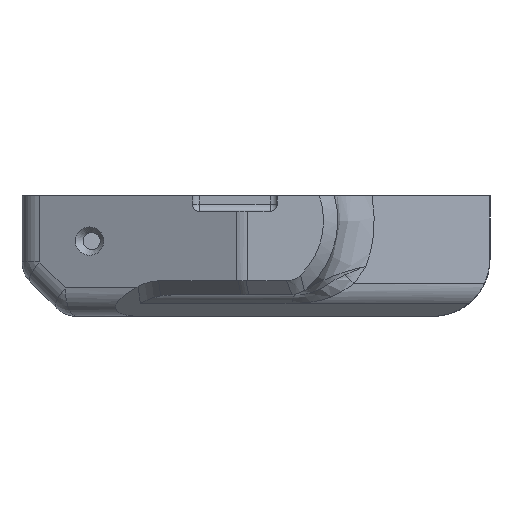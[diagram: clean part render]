
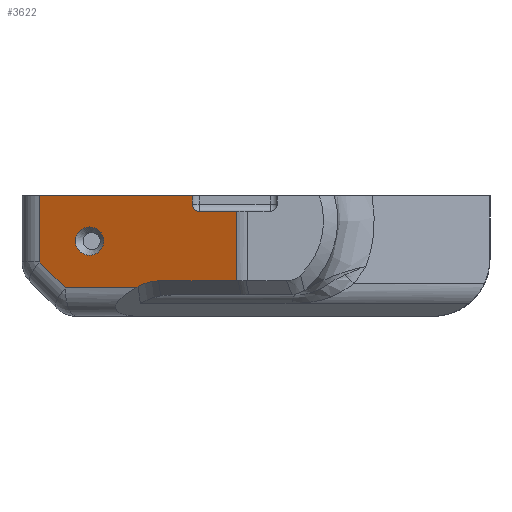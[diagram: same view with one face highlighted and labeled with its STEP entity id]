
A CAD part, front view. The second image highlights one B-rep face of the part: STEP entity #3622.
In plain terms, the highlighted planar face has unit normal (-0.387, -0.922, 0).
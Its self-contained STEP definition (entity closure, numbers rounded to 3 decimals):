
#622=CARTESIAN_POINT('',(-1.547,-4.029,0.));
#623=VERTEX_POINT('',#622);
#631=CARTESIAN_POINT('',(20.,-13.065,-0.));
#632=VERTEX_POINT('',#631);
#633=CARTESIAN_POINT('',(-1.547,-4.029,-0.));
#634=DIRECTION('',(0.922,-0.387,0.));
#635=VECTOR('',#634,23.365);
#636=LINE('',#633,#635);
#637=EDGE_CURVE('',#623,#632,#636,.T.);
#3494=CARTESIAN_POINT('',(11.5,-9.5,7.));
#3495=DIRECTION('',(-0.387,-0.922,0.));
#3496=DIRECTION('',(0.922,-0.387,0.));
#3497=AXIS2_PLACEMENT_3D('',#3494,#3495,#3496);
#3498=PLANE('',#3497);
#3499=CARTESIAN_POINT('',(20.,-13.065,-1.2));
#3500=VERTEX_POINT('',#3499);
#3501=CARTESIAN_POINT('',(20.,-13.065,-0.));
#3502=DIRECTION('',(-0.,-0.,-1.));
#3503=VECTOR('',#3502,1.2);
#3504=LINE('',#3501,#3503);
#3505=EDGE_CURVE('',#632,#3500,#3504,.T.);
#3506=ORIENTED_EDGE('',*,*,#3505,.F.);
#3507=ORIENTED_EDGE('',*,*,#637,.F.);
#3508=CARTESIAN_POINT('',(-1.547,-4.029,-9.343));
#3509=VERTEX_POINT('',#3508);
#3510=CARTESIAN_POINT('',(-1.547,-4.029,0.));
#3511=DIRECTION('',(0.,0.,-1.));
#3512=VECTOR('',#3511,9.343);
#3513=LINE('',#3510,#3512);
#3514=EDGE_CURVE('',#623,#3509,#3513,.T.);
#3515=ORIENTED_EDGE('',*,*,#3514,.T.);
#3516=CARTESIAN_POINT('',(2.11,-5.562,-13.));
#3517=VERTEX_POINT('',#3516);
#3518=CARTESIAN_POINT('',(-1.547,-4.029,-9.343));
#3519=DIRECTION('',(0.678,-0.284,-0.678));
#3520=VECTOR('',#3519,5.394);
#3521=LINE('',#3518,#3520);
#3522=EDGE_CURVE('',#3509,#3517,#3521,.T.);
#3523=ORIENTED_EDGE('',*,*,#3522,.T.);
#3524=CARTESIAN_POINT('',(12.026,-9.721,-13.));
#3525=VERTEX_POINT('',#3524);
#3526=CARTESIAN_POINT('',(2.11,-5.562,-13.));
#3527=DIRECTION('',(0.922,-0.387,-0.));
#3528=VECTOR('',#3527,10.753);
#3529=LINE('',#3526,#3528);
#3530=EDGE_CURVE('',#3517,#3525,#3529,.T.);
#3531=ORIENTED_EDGE('',*,*,#3530,.T.);
#3532=CARTESIAN_POINT('',(12.382,-9.87,-12.802));
#3533=VERTEX_POINT('',#3532);
#3534=CARTESIAN_POINT('',(12.026,-9.721,-13.));
#3535=DIRECTION('',(0.82,-0.344,0.457));
#3536=VECTOR('',#3535,0.434);
#3537=LINE('',#3534,#3536);
#3538=EDGE_CURVE('',#3525,#3533,#3537,.T.);
#3539=ORIENTED_EDGE('',*,*,#3538,.T.);
#3540=CARTESIAN_POINT('',(15.264,-11.078,-12.));
#3541=VERTEX_POINT('',#3540);
#3542=CARTESIAN_POINT('',(13.823,-10.474,-23.314));
#3543=DIRECTION('',(0.387,0.922,-0.));
#3544=DIRECTION('',(0.246,-0.103,0.964));
#3545=AXIS2_PLACEMENT_3D('',#3542,#3543,#3544);
#3546=ELLIPSE('',#3545,11.527,8.);
#3547=EDGE_CURVE('',#3533,#3541,#3546,.T.);
#3548=ORIENTED_EDGE('',*,*,#3547,.T.);
#3549=CARTESIAN_POINT('',(26.258,-15.689,-12.));
#3550=VERTEX_POINT('',#3549);
#3551=CARTESIAN_POINT('',(15.264,-11.078,-12.));
#3552=DIRECTION('',(0.922,-0.387,0.));
#3553=VECTOR('',#3552,11.922);
#3554=LINE('',#3551,#3553);
#3555=EDGE_CURVE('',#3541,#3550,#3554,.T.);
#3556=ORIENTED_EDGE('',*,*,#3555,.T.);
#3557=CARTESIAN_POINT('',(26.258,-15.689,-2.2));
#3558=VERTEX_POINT('',#3557);
#3559=CARTESIAN_POINT('',(26.258,-15.689,-12.));
#3560=DIRECTION('',(-0.,-0.,1.));
#3561=VECTOR('',#3560,9.8);
#3562=LINE('',#3559,#3561);
#3563=EDGE_CURVE('',#3550,#3558,#3562,.T.);
#3564=ORIENTED_EDGE('',*,*,#3563,.T.);
#3565=CARTESIAN_POINT('',(21.,-13.484,-2.2));
#3566=VERTEX_POINT('',#3565);
#3567=CARTESIAN_POINT('',(21.,-13.484,-2.2));
#3568=DIRECTION('',(0.922,-0.387,0.));
#3569=VECTOR('',#3568,5.701);
#3570=LINE('',#3567,#3569);
#3571=EDGE_CURVE('',#3566,#3558,#3570,.T.);
#3572=ORIENTED_EDGE('',*,*,#3571,.F.);
#3573=CARTESIAN_POINT('',(21.,-13.484,-1.2));
#3574=DIRECTION('',(-0.387,-0.922,0.));
#3575=DIRECTION('',(0.922,-0.387,0.));
#3576=AXIS2_PLACEMENT_3D('',#3573,#3574,#3575);
#3577=ELLIPSE('',#3576,1.084,1.);
#3578=EDGE_CURVE('',#3500,#3566,#3577,.T.);
#3579=ORIENTED_EDGE('',*,*,#3578,.F.);
#3580=EDGE_LOOP('',(#3506,#3507,#3515,#3523,#3531,#3539,#3548,#3556,#3564,#3572,#3579));
#3581=FACE_BOUND('',#3580,.T.);
#3582=CARTESIAN_POINT('',(3.524,-6.155,-6.41));
#3583=VERTEX_POINT('',#3582);
#3584=CARTESIAN_POINT('',(3.524,-6.155,-6.41));
#3585=CARTESIAN_POINT('',(3.524,-6.155,-6.017));
#3586=CARTESIAN_POINT('',(3.678,-6.22,-5.645));
#3587=CARTESIAN_POINT('',(3.832,-6.284,-5.274));
#3588=CARTESIAN_POINT('',(4.11,-6.401,-4.996));
#3589=CARTESIAN_POINT('',(4.387,-6.517,-4.718));
#3590=CARTESIAN_POINT('',(4.76,-6.673,-4.564));
#3591=CARTESIAN_POINT('',(5.13,-6.829,-4.41));
#3592=CARTESIAN_POINT('',(5.524,-6.994,-4.41));
#3593=CARTESIAN_POINT('',(5.917,-7.159,-4.41));
#3594=CARTESIAN_POINT('',(6.289,-7.315,-4.564));
#3595=CARTESIAN_POINT('',(6.66,-7.47,-4.717));
#3596=CARTESIAN_POINT('',(6.939,-7.587,-4.996));
#3597=CARTESIAN_POINT('',(7.216,-7.704,-5.273));
#3598=CARTESIAN_POINT('',(7.37,-7.768,-5.645));
#3599=CARTESIAN_POINT('',(7.524,-7.833,-6.016));
#3600=CARTESIAN_POINT('',(7.524,-7.833,-6.41));
#3601=CARTESIAN_POINT('',(7.525,-7.833,-6.802));
#3602=CARTESIAN_POINT('',(7.37,-7.768,-7.174));
#3603=CARTESIAN_POINT('',(7.217,-7.704,-7.545));
#3604=CARTESIAN_POINT('',(6.939,-7.587,-7.824));
#3605=CARTESIAN_POINT('',(6.661,-7.471,-8.102));
#3606=CARTESIAN_POINT('',(6.289,-7.315,-8.256));
#3607=CARTESIAN_POINT('',(5.918,-7.159,-8.41));
#3608=CARTESIAN_POINT('',(5.524,-6.994,-8.41));
#3609=CARTESIAN_POINT('',(5.132,-6.83,-8.41));
#3610=CARTESIAN_POINT('',(4.76,-6.673,-8.256));
#3611=CARTESIAN_POINT('',(4.389,-6.518,-8.103));
#3612=CARTESIAN_POINT('',(4.11,-6.401,-7.824));
#3613=CARTESIAN_POINT('',(3.833,-6.285,-7.547));
#3614=CARTESIAN_POINT('',(3.678,-6.22,-7.174));
#3615=CARTESIAN_POINT('',(3.524,-6.155,-6.803));
#3616=CARTESIAN_POINT('',(3.524,-6.155,-6.41));
#3617=B_SPLINE_CURVE_WITH_KNOTS('',2,(#3584,#3585,#3586,#3587,#3588,#3589,#3590,#3591,#3592,#3593,#3594,#3595,#3596,#3597,#3598,#3599,#3600,#3601,#3602,#3603,#3604,#3605,#3606,#3607,#3608,#3609,
#3610,#3611,#3612,#3613,#3614,#3615,#3616),.UNSPECIFIED.,.T.,.F.,(3,2,2,2,2,2,2,2,2,2,2,2,2,2,2,2,3),(0.,0.063,0.125,0.188,0.25,0.313,0.375,0.438,0.5,0.563,0.625,0.688,0.75,0.813,0.875,0.938,1.),.UNSPECIFIED.);
#3618=EDGE_CURVE('',#3583,#3583,#3617,.T.);
#3619=ORIENTED_EDGE('',*,*,#3618,.T.);
#3620=EDGE_LOOP('',(#3619));
#3621=FACE_BOUND('',#3620,.T.);
#3622=ADVANCED_FACE('',(#3581,#3621),#3498,.T.);
